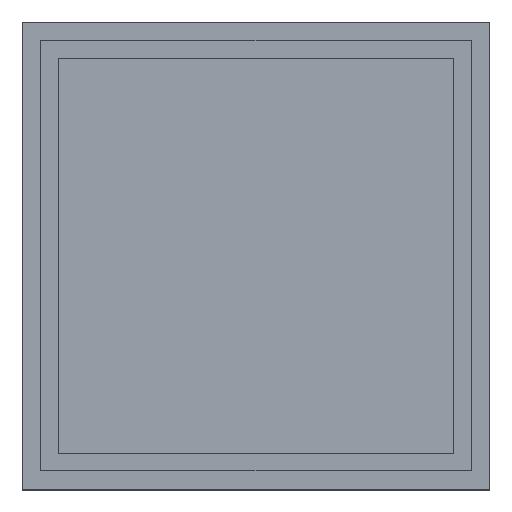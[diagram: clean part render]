
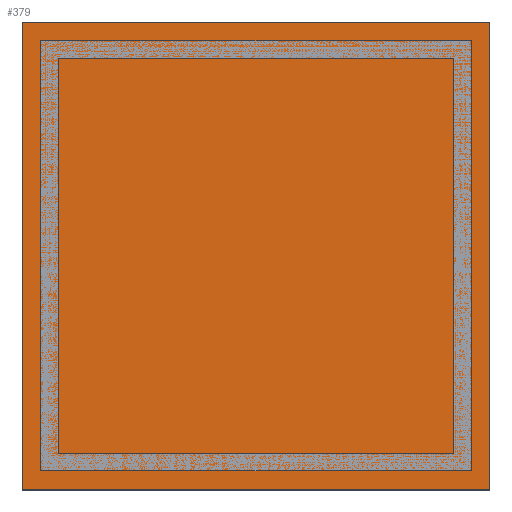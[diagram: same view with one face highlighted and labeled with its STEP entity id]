
A CAD part, top view. The second image highlights one B-rep face of the part: STEP entity #379.
In plain terms, the highlighted planar face has unit normal (0, 0, 1).
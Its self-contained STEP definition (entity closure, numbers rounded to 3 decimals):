
#39=FACE_OUTER_BOUND('',#62,.T.);
#62=EDGE_LOOP('',(#325,#326,#327,#328));
#101=LINE('',#592,#149);
#105=LINE('',#600,#153);
#108=LINE('',#606,#156);
#111=LINE('',#611,#159);
#149=VECTOR('',#490,10.);
#153=VECTOR('',#496,10.);
#156=VECTOR('',#501,10.);
#159=VECTOR('',#506,10.);
#185=VERTEX_POINT('',#590);
#186=VERTEX_POINT('',#591);
#189=VERTEX_POINT('',#599);
#191=VERTEX_POINT('',#605);
#229=EDGE_CURVE('',#185,#186,#101,.T.);
#233=EDGE_CURVE('',#189,#185,#105,.T.);
#236=EDGE_CURVE('',#191,#189,#108,.T.);
#239=EDGE_CURVE('',#186,#191,#111,.T.);
#325=ORIENTED_EDGE('',*,*,#239,.F.);
#326=ORIENTED_EDGE('',*,*,#229,.F.);
#327=ORIENTED_EDGE('',*,*,#233,.F.);
#328=ORIENTED_EDGE('',*,*,#236,.F.);
#357=PLANE('',#416);
#379=ADVANCED_FACE('',(#39),#357,.T.);
#416=AXIS2_PLACEMENT_3D('',#613,#508,#509);
#490=DIRECTION('',(1.,0.,0.));
#496=DIRECTION('',(0.,1.,0.));
#501=DIRECTION('',(-1.,0.,0.));
#506=DIRECTION('',(0.,-1.,0.));
#508=DIRECTION('center_axis',(0.,0.,1.));
#509=DIRECTION('ref_axis',(-1.,0.,0.));
#590=CARTESIAN_POINT('',(-27.2,27.2,50.));
#591=CARTESIAN_POINT('',(27.2,27.2,50.));
#592=CARTESIAN_POINT('',(-27.2,27.2,50.));
#599=CARTESIAN_POINT('',(-27.2,-27.2,50.));
#600=CARTESIAN_POINT('',(-27.2,-27.2,50.));
#605=CARTESIAN_POINT('',(27.2,-27.2,50.));
#606=CARTESIAN_POINT('',(27.2,-27.2,50.));
#611=CARTESIAN_POINT('',(27.2,27.2,50.));
#613=CARTESIAN_POINT('Origin',(0.,0.,50.));
